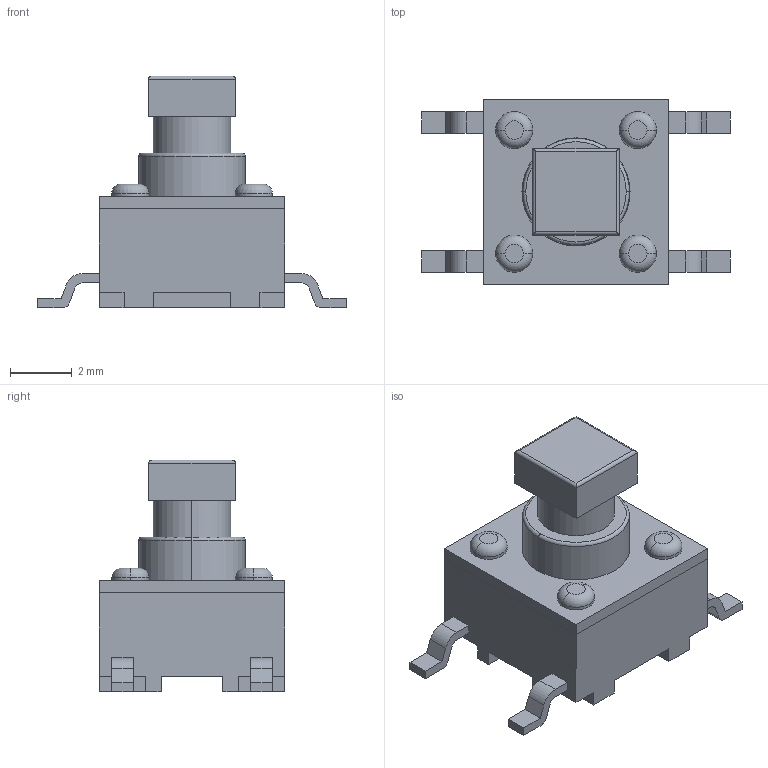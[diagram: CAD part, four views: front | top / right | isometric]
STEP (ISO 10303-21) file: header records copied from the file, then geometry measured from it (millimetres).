
FILE_DESCRIPTION (( 'STEP AP214' ), '1' );
FILE_NAME ('KEY-SMD_4P-L6.0-W6.0-P4.50-LS10.0-TL.step', '2022-07-02T15:07:41', ( '' ), ( '' ), 'SwSTEP 2.0', 'SolidWorks 2020', '' );
FILE_SCHEMA (( 'AUTOMOTIVE_DESIGN' ));
Length unit declared in the file: millimetre
Products named in the file (1): KEY-SMD_4P-L6.0-W6.0-P4.50-LS10.0-TL
Bounding box: 10 x 6 x 7.51 mm (x, y, z)
Volume: 150.1 mm3; surface area: 294.7 mm2
Topology: 2 solids, 2 shells, 406 faces, 1081 edges, 716 vertices
Faces by surface type: plane 254, bspline 112, cylinder 30, torus 10
Entity records: 18230 total; most frequent: CARTESIAN_POINT 4320, ORIENTED_EDGE 2162, DIRECTION 1511, EDGE_CURVE 1081, LINE 777, VECTOR 777, VERTEX_POINT 716, EDGE_LOOP 445
